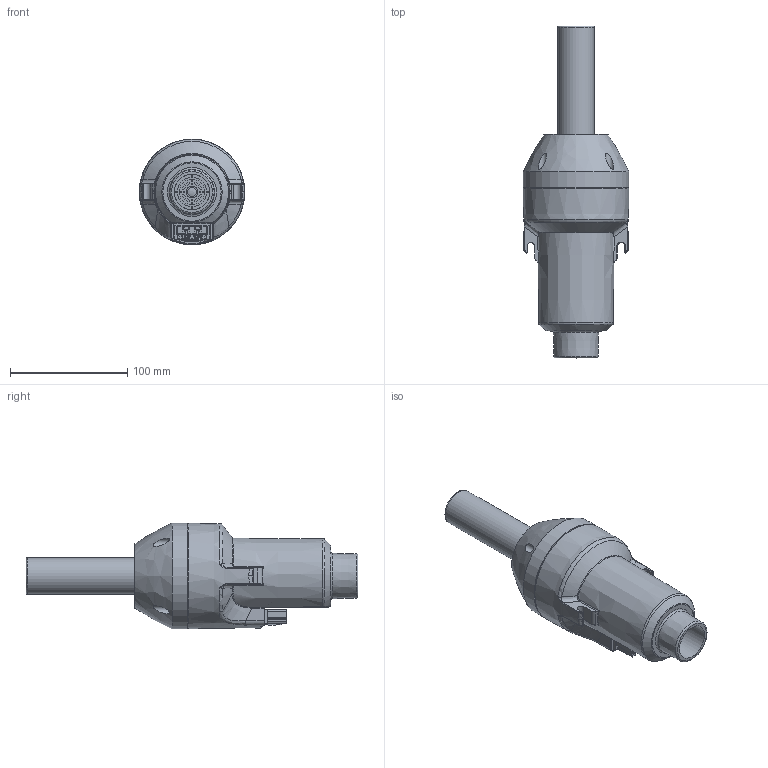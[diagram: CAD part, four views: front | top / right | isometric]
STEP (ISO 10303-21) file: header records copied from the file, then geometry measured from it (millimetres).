
FILE_DESCRIPTION( ( 'Unknown' ), '1' );
FILE_NAME( '020405.stp', 'Unknown', ( 'Unknown' ), ( 'Unknown' ), 'PSStep 10.0', 'Unknown', ' ' );
FILE_SCHEMA( ( 'AUTOMOTIVE_DESIGN { 1 0 10303 214 1 1 1 1 }' ) );
Length unit declared in the file: millimetre
Products named in the file (1): 020405-0001-02_SW0001
Bounding box: 90 x 282.95 x 90 mm (x, y, z)
Volume: 801798.6 mm3; surface area: 73474 mm2
Topology: 1 solids, 1 shells, 661 faces, 1795 edges, 1161 vertices
Faces by surface type: plane 325, cylinder 230, bspline 61, torus 32, cone 9, sphere 4
Full cylindrical faces by diameter (mm): 6.1 x8, 7 x5, 26.7 x1, 27.5 x1, 30.249 x1, 31.5 x1, 90 x1
Entity records: 32043 total; most frequent: CARTESIAN_POINT 10560, ORIENTED_EDGE 3454, DIRECTION 3248, EDGE_CURVE 1727, AXIS2_PLACEMENT_3D 1165, VERTEX_POINT 1138, LINE 918, VECTOR 918
